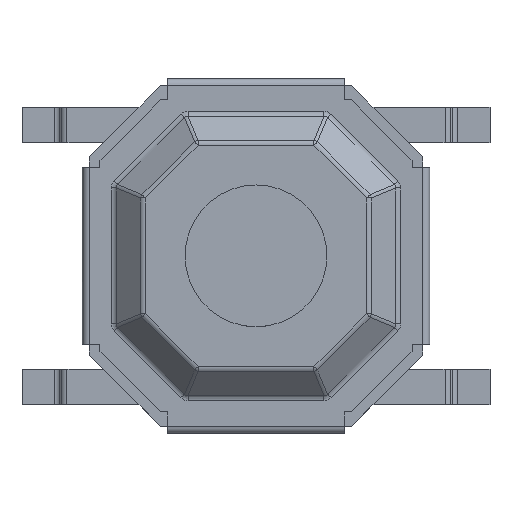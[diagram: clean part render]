
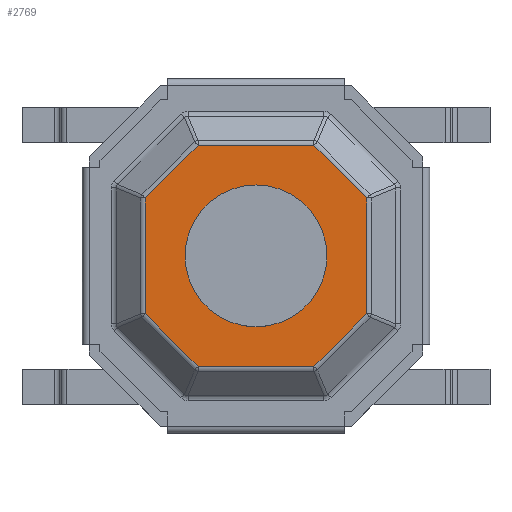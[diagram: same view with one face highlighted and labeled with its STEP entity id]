
A CAD part, top view. The second image highlights one B-rep face of the part: STEP entity #2769.
In plain terms, the highlighted planar face has unit normal (0, 0, 1).
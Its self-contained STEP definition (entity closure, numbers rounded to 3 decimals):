
#82=CARTESIAN_POINT('',(0.,0.,-0.3));
#83=DIRECTION('',(0.,0.,1.));
#84=DIRECTION('',(1.,0.,0.));
#85=AXIS2_PLACEMENT_3D('',#82,#83,#84);
#91=DIRECTION('',(-0.707,0.707,0.));
#92=VECTOR('',#91,1.049);
#93=CARTESIAN_POINT('',(1.559,0.817,-0.3));
#94=LINE('',#93,#92);
#95=DIRECTION('',(0.,1.,0.));
#96=VECTOR('',#95,1.634);
#97=CARTESIAN_POINT('',(1.559,-0.817,-0.3));
#98=LINE('',#97,#96);
#99=DIRECTION('',(0.707,0.707,0.));
#100=VECTOR('',#99,1.049);
#101=CARTESIAN_POINT('',(0.817,-1.559,-0.3));
#102=LINE('',#101,#100);
#103=DIRECTION('',(1.,0.,0.));
#104=VECTOR('',#103,1.634);
#105=CARTESIAN_POINT('',(-0.817,-1.559,-0.3));
#106=LINE('',#105,#104);
#107=DIRECTION('',(0.707,-0.707,0.));
#108=VECTOR('',#107,1.049);
#109=CARTESIAN_POINT('',(-1.559,-0.817,-0.3));
#110=LINE('',#109,#108);
#111=DIRECTION('',(0.,-1.,0.));
#112=VECTOR('',#111,1.634);
#113=CARTESIAN_POINT('',(-1.559,0.817,-0.3));
#114=LINE('',#113,#112);
#115=DIRECTION('',(-0.707,-0.707,0.));
#116=VECTOR('',#115,1.049);
#117=CARTESIAN_POINT('',(-0.817,1.559,-0.3));
#118=LINE('',#117,#116);
#119=DIRECTION('',(-1.,0.,0.));
#120=VECTOR('',#119,1.634);
#121=CARTESIAN_POINT('',(0.817,1.559,-0.3));
#122=LINE('',#121,#120);
#123=CARTESIAN_POINT('',(0.,0.,-0.3));
#124=DIRECTION('',(0.,0.,1.));
#125=DIRECTION('',(-1.,0.,0.));
#126=AXIS2_PLACEMENT_3D('',#123,#124,#125);
#2132=CARTESIAN_POINT('',(1.,0.,-0.3));
#2133=CARTESIAN_POINT('',(-1.,0.,-0.3));
#2134=VERTEX_POINT('',#2132);
#2135=VERTEX_POINT('',#2133);
#2332=CARTESIAN_POINT('',(-1.559,0.817,-0.3));
#2334=VERTEX_POINT('',#2332);
#2340=CARTESIAN_POINT('',(1.559,0.817,-0.3));
#2341=CARTESIAN_POINT('',(0.817,1.559,-0.3));
#2342=VERTEX_POINT('',#2340);
#2343=VERTEX_POINT('',#2341);
#2344=CARTESIAN_POINT('',(-0.817,1.559,-0.3));
#2345=VERTEX_POINT('',#2344);
#2354=CARTESIAN_POINT('',(-1.559,-0.817,-0.3));
#2355=VERTEX_POINT('',#2354);
#2360=CARTESIAN_POINT('',(-0.817,-1.559,-0.3));
#2361=VERTEX_POINT('',#2360);
#2366=CARTESIAN_POINT('',(0.817,-1.559,-0.3));
#2367=VERTEX_POINT('',#2366);
#2372=CARTESIAN_POINT('',(1.559,-0.817,-0.3));
#2373=VERTEX_POINT('',#2372);
#2741=CARTESIAN_POINT('',(0.,0.,-0.3));
#2742=DIRECTION('',(0.,0.,1.));
#2743=DIRECTION('',(0.,1.,0.));
#2744=AXIS2_PLACEMENT_3D('',#2741,#2742,#2743);
#2745=PLANE('',#2744);
#2747=ORIENTED_EDGE('',*,*,#2746,.F.);
#2749=ORIENTED_EDGE('',*,*,#2748,.F.);
#2751=ORIENTED_EDGE('',*,*,#2750,.F.);
#2753=ORIENTED_EDGE('',*,*,#2752,.F.);
#2755=ORIENTED_EDGE('',*,*,#2754,.F.);
#2757=ORIENTED_EDGE('',*,*,#2756,.F.);
#2759=ORIENTED_EDGE('',*,*,#2758,.F.);
#2761=ORIENTED_EDGE('',*,*,#2760,.F.);
#2762=EDGE_LOOP('',(#2747,#2749,#2751,#2753,#2755,#2757,#2759,#2761));
#2763=FACE_OUTER_BOUND('',#2762,.F.);
#2764=ORIENTED_EDGE('',*,*,#2731,.T.);
#2766=ORIENTED_EDGE('',*,*,#2765,.T.);
#2767=EDGE_LOOP('',(#2764,#2766));
#2768=FACE_BOUND('',#2767,.F.);
#2769=ADVANCED_FACE('',(#2763,#2768),#2745,.T.);
#86=CIRCLE('',#85,1.);
#127=CIRCLE('',#126,1.);
#2731=EDGE_CURVE('',#2134,#2135,#86,.T.);
#2746=EDGE_CURVE('',#2342,#2343,#94,.T.);
#2748=EDGE_CURVE('',#2373,#2342,#98,.T.);
#2750=EDGE_CURVE('',#2367,#2373,#102,.T.);
#2752=EDGE_CURVE('',#2361,#2367,#106,.T.);
#2754=EDGE_CURVE('',#2355,#2361,#110,.T.);
#2756=EDGE_CURVE('',#2334,#2355,#114,.T.);
#2758=EDGE_CURVE('',#2345,#2334,#118,.T.);
#2760=EDGE_CURVE('',#2343,#2345,#122,.T.);
#2765=EDGE_CURVE('',#2135,#2134,#127,.T.);
